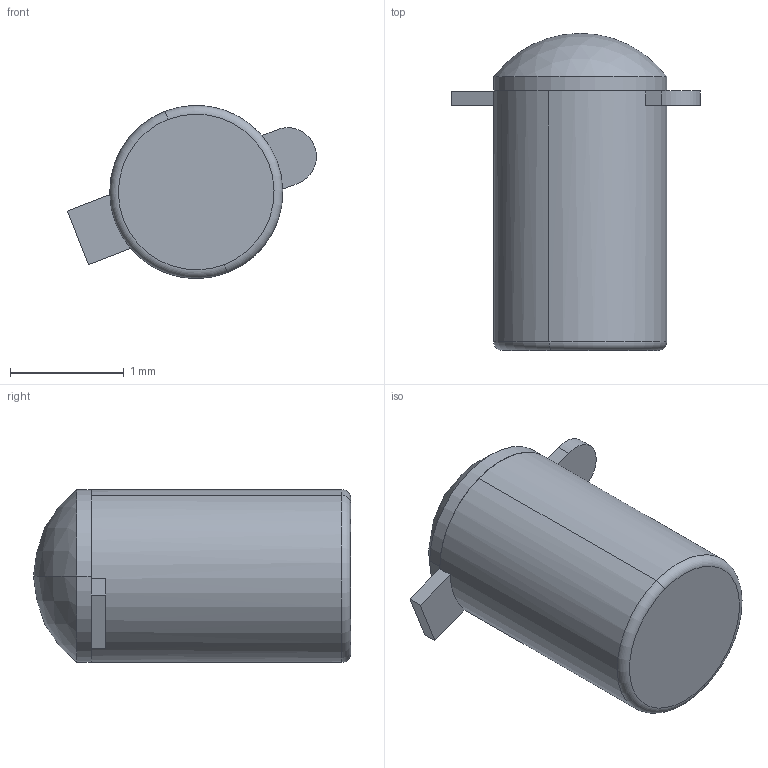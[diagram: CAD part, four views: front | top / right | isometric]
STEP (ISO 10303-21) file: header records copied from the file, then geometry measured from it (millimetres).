
FILE_DESCRIPTION (( 'STEP AP203' ), '1' );
FILE_NAME ('Pill_pkg..STEP', '2020-07-01T18:13:40', ( '' ), ( '' ), 'SwSTEP 2.0', 'SolidWorks 2017', '' );
FILE_SCHEMA (( 'CONFIG_CONTROL_DESIGN' ));
Length unit declared in the file: inch
Products named in the file (3): 35330-000; 30267-001; Pill_pkg.
Assembly tree (2 placements, depth 2):
  Pill_pkg.
    30267-001
    35330-000
Bounding box: 2.19 x 2.79 x 1.52 mm (x, y, z)
Volume: 4.4 mm3; surface area: 22.2 mm2
Topology: 2 solids, 2 shells, 24 faces, 52 edges, 34 vertices
Faces by surface type: plane 11, cylinder 7, sphere 4, torus 2
Entity records: 979 total; most frequent: DIRECTION 138, CARTESIAN_POINT 115, ORIENTED_EDGE 104, AXIS2_PLACEMENT_3D 57, EDGE_CURVE 52, VERTEX_POINT 34, CIRCLE 28, EDGE_LOOP 26
